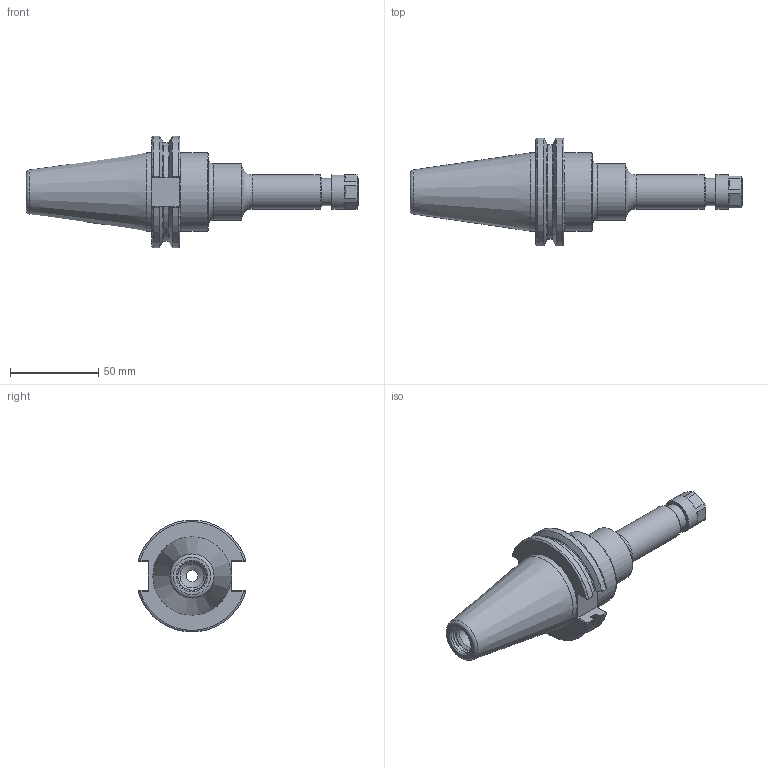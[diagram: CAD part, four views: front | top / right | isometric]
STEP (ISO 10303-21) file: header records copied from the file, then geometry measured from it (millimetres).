
FILE_DESCRIPTION(/* description */ (''),/* implementation_level */ '2;1');
FILE_NAME(/* name */ 'CAT40-SX06-0472.stp',/* time_stamp */ '2019-06-18T14:52:20-05:00',/* author */ ('ldfli'),/* organization */ ('Pioneer N.A.'),/* preprocessor_version */ 'ST-DEVELOPER v18',/* originating_system */ 'Autodesk Inventor LT',/* authorisation */ '');
FILE_SCHEMA (('AUTOMOTIVE_DESIGN { 1 0 10303 214 3 1 1 }'));
Length unit declared in the file: millimetre
Products named in the file (1): CAT40-SX06-0472
Bounding box: 188.25 x 61.14 x 63.31 mm (x, y, z)
Volume: 160756 mm3; surface area: 30511 mm2
Topology: 2 solids, 2 shells, 135 faces, 390 edges, 268 vertices
Faces by surface type: plane 52, cylinder 23, torus 22, cone 22, bspline 16
Full cylindrical faces by diameter (mm): 6.647 x1, 8.2 x1, 8.986 x1, 10 x1, 11 x1, 13.494 x1, 14.5 x1, 15.5 x1, 15.8 x1, 16.2 x1, 16.3 x1, 16.8 x1, 19.5 x2, 32 x1, 44.45 x2
Entity records: 5284 total; most frequent: CARTESIAN_POINT 1712, ORIENTED_EDGE 778, DIRECTION 734, EDGE_CURVE 389, AXIS2_PLACEMENT_3D 301, VERTEX_POINT 268, CIRCLE 181, EDGE_LOOP 149
